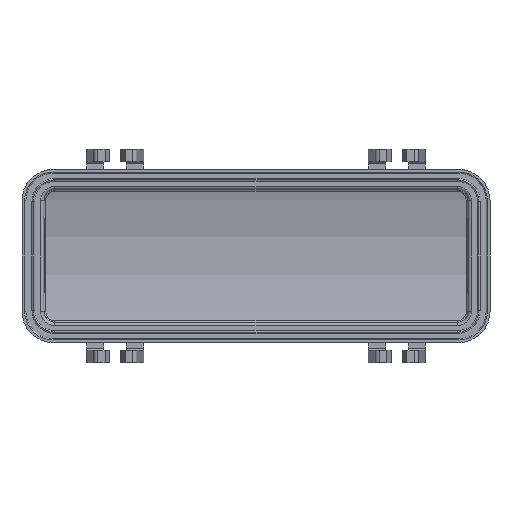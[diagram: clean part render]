
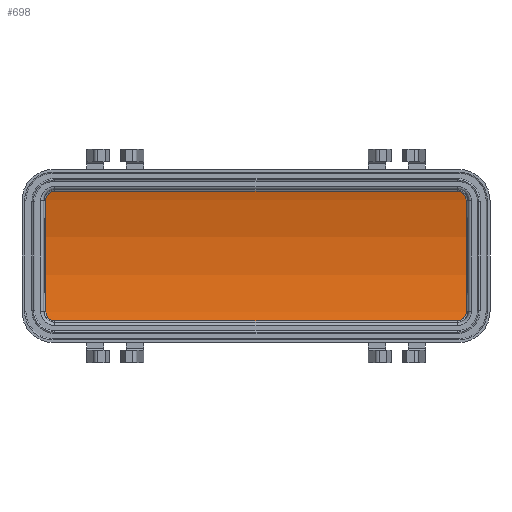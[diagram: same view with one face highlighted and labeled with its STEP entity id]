
A CAD part, front view. The second image highlights one B-rep face of the part: STEP entity #698.
In plain terms, the highlighted cylindrical face has radius 66.457 mm (diameter 132.913 mm), a partial arc.
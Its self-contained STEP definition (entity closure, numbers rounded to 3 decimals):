
#237=CYLINDRICAL_SURFACE('',#6765,66.457);
#309=ELLIPSE('',#6663,66.459,66.457);
#321=ELLIPSE('',#6754,66.459,66.457);
#362=B_SPLINE_CURVE_WITH_KNOTS('',3,(#11080,#11081,#11082,#11083,#11084,
#11085,#11086,#11087,#11088,#11089,#11090,#11091,#11092,#11093,#11094,#11095),
 .UNSPECIFIED.,.F.,.F.,(4,3,3,3,3,4),(0.,0.206,0.411,
0.621,0.837,1.),.UNSPECIFIED.);
#363=B_SPLINE_CURVE_WITH_KNOTS('',3,(#11118,#11119,#11120,#11121,#11122,
#11123,#11124,#11125,#11126,#11127,#11128,#11129,#11130,#11131,#11132,#11133),
 .UNSPECIFIED.,.F.,.F.,(4,3,3,3,3,4),(0.,0.223,0.445,
0.666,0.88,1.),.UNSPECIFIED.);
#372=B_SPLINE_CURVE_WITH_KNOTS('',3,(#11557,#11558,#11559,#11560,#11561,
#11562,#11563,#11564,#11565,#11566,#11567,#11568,#11569,#11570,#11571,#11572),
 .UNSPECIFIED.,.F.,.F.,(4,3,3,3,3,4),(0.,0.223,0.446,
0.666,0.88,1.),.UNSPECIFIED.);
#373=B_SPLINE_CURVE_WITH_KNOTS('',3,(#11591,#11592,#11593,#11594,#11595,
#11596,#11597,#11598,#11599,#11600,#11601,#11602,#11603,#11604,#11605,#11606),
 .UNSPECIFIED.,.F.,.F.,(4,3,3,3,3,4),(0.,0.206,0.412,
0.622,0.838,1.),.UNSPECIFIED.);
#698=ADVANCED_FACE('',(#1191),#237,.F.);
#1191=FACE_OUTER_BOUND('',#1543,.T.);
#1543=EDGE_LOOP('',(#3536,#3537,#3538,#3539,#3540,#3541,#3542,#3543));
#3536=ORIENTED_EDGE('',*,*,#5089,.T.);
#3537=ORIENTED_EDGE('',*,*,#4993,.T.);
#3538=ORIENTED_EDGE('',*,*,#4991,.T.);
#3539=ORIENTED_EDGE('',*,*,#4996,.T.);
#3540=ORIENTED_EDGE('',*,*,#5091,.T.);
#3541=ORIENTED_EDGE('',*,*,#5082,.T.);
#3542=ORIENTED_EDGE('',*,*,#5079,.T.);
#3543=ORIENTED_EDGE('',*,*,#5081,.T.);
#4160=VERTEX_POINT('',#11064);
#4161=VERTEX_POINT('',#11066);
#4162=VERTEX_POINT('',#11096);
#4163=VERTEX_POINT('',#11117);
#4196=VERTEX_POINT('',#11539);
#4197=VERTEX_POINT('',#11541);
#4198=VERTEX_POINT('',#11556);
#4199=VERTEX_POINT('',#11607);
#4991=EDGE_CURVE('',#4161,#4160,#309,.T.);
#4993=EDGE_CURVE('',#4162,#4161,#362,.T.);
#4996=EDGE_CURVE('',#4160,#4163,#363,.T.);
#5079=EDGE_CURVE('',#4196,#4197,#321,.T.);
#5081=EDGE_CURVE('',#4197,#4198,#372,.T.);
#5082=EDGE_CURVE('',#4199,#4196,#373,.T.);
#5089=EDGE_CURVE('',#4198,#4162,#5605,.T.);
#5091=EDGE_CURVE('',#4163,#4199,#5607,.T.);
#5605=LINE('',#11637,#6121);
#5607=LINE('',#11641,#6123);
#6121=VECTOR('',#8543,1.);
#6123=VECTOR('',#8549,1.);
#6663=AXIS2_PLACEMENT_3D('',#11065,#8305,#8306);
#6754=AXIS2_PLACEMENT_3D('',#11542,#8522,#8523);
#6765=AXIS2_PLACEMENT_3D('',#11643,#8552,#8553);
#8305=DIRECTION('',(1.,0.009,0.));
#8306=DIRECTION('',(0.009,-1.,0.));
#8522=DIRECTION('',(-1.,0.009,0.));
#8523=DIRECTION('',(0.009,1.,0.));
#8543=DIRECTION('',(1.,0.,0.));
#8549=DIRECTION('',(-1.,0.,0.));
#8552=DIRECTION('',(1.,0.,0.));
#8553=DIRECTION('',(0.,0.,-1.));
#11064=CARTESIAN_POINT('',(-248.226,39.013,-13.116));
#11065=CARTESIAN_POINT('',(-247.665,-25.84,-27.626));
#11066=CARTESIAN_POINT('',(-248.226,38.949,-42.42));
#11080=CARTESIAN_POINT('',(-250.623,38.349,-44.84));
#11081=CARTESIAN_POINT('',(-250.361,38.349,-44.84));
#11082=CARTESIAN_POINT('',(-250.095,38.361,-44.795));
#11083=CARTESIAN_POINT('',(-249.849,38.383,-44.711));
#11084=CARTESIAN_POINT('',(-249.602,38.406,-44.626));
#11085=CARTESIAN_POINT('',(-249.367,38.439,-44.499));
#11086=CARTESIAN_POINT('',(-249.163,38.48,-44.34));
#11087=CARTESIAN_POINT('',(-248.954,38.522,-44.179));
#11088=CARTESIAN_POINT('',(-248.772,38.573,-43.981));
#11089=CARTESIAN_POINT('',(-248.628,38.628,-43.763));
#11090=CARTESIAN_POINT('',(-248.479,38.684,-43.538));
#11091=CARTESIAN_POINT('',(-248.367,38.746,-43.285));
#11092=CARTESIAN_POINT('',(-248.301,38.808,-43.024));
#11093=CARTESIAN_POINT('',(-248.251,38.855,-42.827));
#11094=CARTESIAN_POINT('',(-248.226,38.903,-42.623));
#11095=CARTESIAN_POINT('',(-248.226,38.949,-42.42));
#11096=CARTESIAN_POINT('',(-250.623,38.349,-44.84));
#11117=CARTESIAN_POINT('',(-250.623,38.424,-10.697));
#11118=CARTESIAN_POINT('',(-248.226,39.013,-13.116));
#11119=CARTESIAN_POINT('',(-248.226,38.951,-12.84));
#11120=CARTESIAN_POINT('',(-248.274,38.887,-12.559));
#11121=CARTESIAN_POINT('',(-248.366,38.825,-12.299));
#11122=CARTESIAN_POINT('',(-248.459,38.763,-12.038));
#11123=CARTESIAN_POINT('',(-248.598,38.703,-11.79));
#11124=CARTESIAN_POINT('',(-248.774,38.649,-11.575));
#11125=CARTESIAN_POINT('',(-248.949,38.596,-11.362));
#11126=CARTESIAN_POINT('',(-249.164,38.549,-11.176));
#11127=CARTESIAN_POINT('',(-249.402,38.512,-11.034));
#11128=CARTESIAN_POINT('',(-249.634,38.476,-10.895));
#11129=CARTESIAN_POINT('',(-249.894,38.45,-10.795));
#11130=CARTESIAN_POINT('',(-250.161,38.436,-10.742));
#11131=CARTESIAN_POINT('',(-250.312,38.428,-10.712));
#11132=CARTESIAN_POINT('',(-250.468,38.424,-10.697));
#11133=CARTESIAN_POINT('',(-250.623,38.424,-10.697));
#11539=CARTESIAN_POINT('',(-358.674,39.013,-13.116));
#11541=CARTESIAN_POINT('',(-358.674,38.949,-42.42));
#11542=CARTESIAN_POINT('',(-359.235,-25.84,-27.626));
#11556=CARTESIAN_POINT('',(-356.277,38.349,-44.84));
#11557=CARTESIAN_POINT('',(-358.674,38.949,-42.42));
#11558=CARTESIAN_POINT('',(-358.675,38.886,-42.697));
#11559=CARTESIAN_POINT('',(-358.627,38.82,-42.977));
#11560=CARTESIAN_POINT('',(-358.534,38.757,-43.238));
#11561=CARTESIAN_POINT('',(-358.441,38.694,-43.499));
#11562=CARTESIAN_POINT('',(-358.302,38.632,-43.748));
#11563=CARTESIAN_POINT('',(-358.125,38.577,-43.963));
#11564=CARTESIAN_POINT('',(-357.95,38.523,-44.176));
#11565=CARTESIAN_POINT('',(-357.735,38.475,-44.362));
#11566=CARTESIAN_POINT('',(-357.496,38.438,-44.504));
#11567=CARTESIAN_POINT('',(-357.264,38.401,-44.642));
#11568=CARTESIAN_POINT('',(-357.004,38.375,-44.743));
#11569=CARTESIAN_POINT('',(-356.737,38.361,-44.795));
#11570=CARTESIAN_POINT('',(-356.586,38.353,-44.825));
#11571=CARTESIAN_POINT('',(-356.431,38.349,-44.84));
#11572=CARTESIAN_POINT('',(-356.277,38.349,-44.84));
#11591=CARTESIAN_POINT('',(-356.277,38.424,-10.697));
#11592=CARTESIAN_POINT('',(-356.539,38.424,-10.697));
#11593=CARTESIAN_POINT('',(-356.805,38.436,-10.742));
#11594=CARTESIAN_POINT('',(-357.052,38.458,-10.826));
#11595=CARTESIAN_POINT('',(-357.299,38.48,-10.911));
#11596=CARTESIAN_POINT('',(-357.534,38.513,-11.039));
#11597=CARTESIAN_POINT('',(-357.738,38.554,-11.198));
#11598=CARTESIAN_POINT('',(-357.947,38.595,-11.359));
#11599=CARTESIAN_POINT('',(-358.129,38.645,-11.557));
#11600=CARTESIAN_POINT('',(-358.273,38.699,-11.776));
#11601=CARTESIAN_POINT('',(-358.422,38.754,-12.001));
#11602=CARTESIAN_POINT('',(-358.533,38.815,-12.254));
#11603=CARTESIAN_POINT('',(-358.599,38.876,-12.515));
#11604=CARTESIAN_POINT('',(-358.649,38.921,-12.711));
#11605=CARTESIAN_POINT('',(-358.674,38.968,-12.914));
#11606=CARTESIAN_POINT('',(-358.674,39.013,-13.116));
#11607=CARTESIAN_POINT('',(-356.277,38.424,-10.697));
#11637=CARTESIAN_POINT('',(-394.15,38.349,-44.84));
#11641=CARTESIAN_POINT('',(-394.15,38.424,-10.697));
#11643=CARTESIAN_POINT('',(-394.15,-25.84,-27.626));
